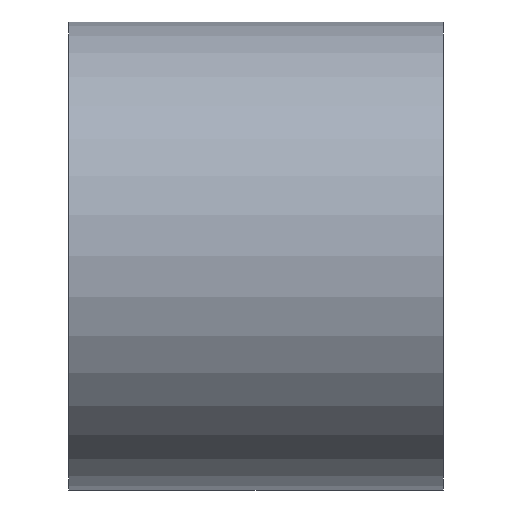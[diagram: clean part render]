
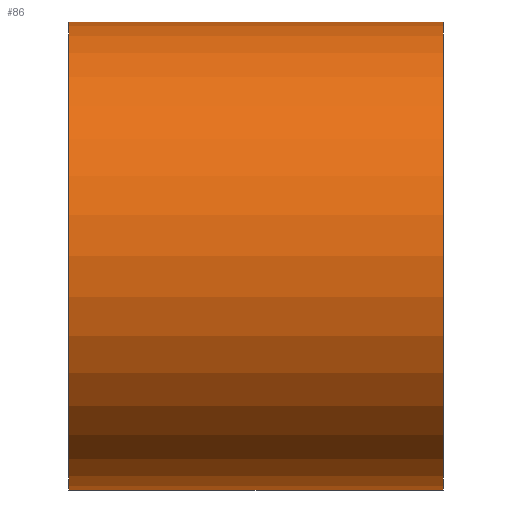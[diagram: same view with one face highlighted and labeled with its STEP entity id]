
A CAD part, left-side view. The second image highlights one B-rep face of the part: STEP entity #86.
In plain terms, the highlighted cylindrical face has radius 5 mm (diameter 10 mm), a partial arc.
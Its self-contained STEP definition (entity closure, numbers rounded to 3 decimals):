
#4 = CARTESIAN_POINT ( 'NONE',  ( 0., 0., 5. ) ) ;
#5 = ORIENTED_EDGE ( 'NONE', *, *, #243, .F. ) ;
#20 = EDGE_CURVE ( 'NONE', #142, #184, #141, .T. ) ;
#27 = CIRCLE ( 'NONE', #159, 5. ) ;
#30 = EDGE_CURVE ( 'NONE', #142, #218, #131, .T. ) ;
#35 = FACE_OUTER_BOUND ( 'NONE', #92, .T. ) ;
#39 = DIRECTION ( 'NONE',  ( 0., 1., 0. ) ) ;
#43 = DIRECTION ( 'NONE',  ( 0., -1., 0. ) ) ;
#48 = LINE ( 'NONE', #222, #201 ) ;
#62 = DIRECTION ( 'NONE',  ( 0., 1., 0. ) ) ;
#71 = EDGE_CURVE ( 'NONE', #184, #120, #27, .T. ) ;
#75 = ORIENTED_EDGE ( 'NONE', *, *, #71, .T. ) ;
#77 = CARTESIAN_POINT ( 'NONE',  ( 0., 8., 0. ) ) ;
#81 = DIRECTION ( 'NONE',  ( 0., 0., -1. ) ) ;
#82 = DIRECTION ( 'NONE',  ( 0., -1., 0. ) ) ;
#86 = ADVANCED_FACE ( 'NONE', ( #35 ), #239, .T. ) ;
#89 = VECTOR ( 'NONE', #229, 1000. ) ;
#92 = EDGE_LOOP ( 'NONE', ( #5, #122, #127, #75 ) ) ;
#106 = CARTESIAN_POINT ( 'NONE',  ( 0., 8., 5. ) ) ;
#120 = VERTEX_POINT ( 'NONE', #4 ) ;
#122 = ORIENTED_EDGE ( 'NONE', *, *, #30, .F. ) ;
#123 = AXIS2_PLACEMENT_3D ( 'NONE', #156, #39, #174 ) ;
#126 = CARTESIAN_POINT ( 'NONE',  ( 0., 8., -5. ) ) ;
#127 = ORIENTED_EDGE ( 'NONE', *, *, #20, .T. ) ;
#131 = CIRCLE ( 'NONE', #123, 5. ) ;
#134 = CARTESIAN_POINT ( 'NONE',  ( 0., 8., -5. ) ) ;
#141 = LINE ( 'NONE', #134, #89 ) ;
#142 = VERTEX_POINT ( 'NONE', #126 ) ;
#156 = CARTESIAN_POINT ( 'NONE',  ( 0., 8., 0. ) ) ;
#159 = AXIS2_PLACEMENT_3D ( 'NONE', #177, #62, #203 ) ;
#174 = DIRECTION ( 'NONE',  ( 0., 0., 1. ) ) ;
#177 = CARTESIAN_POINT ( 'NONE',  ( 0., 0., 0. ) ) ;
#184 = VERTEX_POINT ( 'NONE', #214 ) ;
#201 = VECTOR ( 'NONE', #82, 1000. ) ;
#203 = DIRECTION ( 'NONE',  ( 0., 0., 1. ) ) ;
#214 = CARTESIAN_POINT ( 'NONE',  ( 0., 0., -5. ) ) ;
#218 = VERTEX_POINT ( 'NONE', #106 ) ;
#222 = CARTESIAN_POINT ( 'NONE',  ( 0., 8., 5. ) ) ;
#229 = DIRECTION ( 'NONE',  ( 0., -1., 0. ) ) ;
#239 = CYLINDRICAL_SURFACE ( 'NONE', #247, 5. ) ;
#243 = EDGE_CURVE ( 'NONE', #218, #120, #48, .T. ) ;
#247 = AXIS2_PLACEMENT_3D ( 'NONE', #77, #43, #81 ) ;
